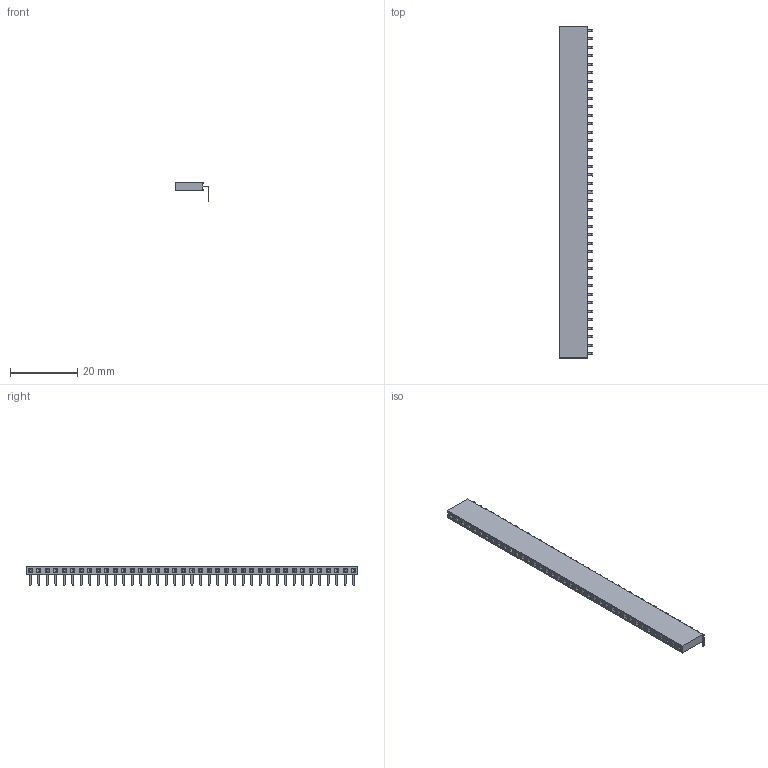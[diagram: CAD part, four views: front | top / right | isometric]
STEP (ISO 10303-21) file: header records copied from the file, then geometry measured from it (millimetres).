
FILE_DESCRIPTION(/* description */ ('model of PinSocket_1x39_P2.54mm_Horizontal'),/* implementation_level */ '2;1');
FILE_NAME(/* name */ 'PinSocket_1x39_P2.54mm_Horizontal.step',/* time_stamp */ '2017-11-27T00:23:31',/* author */ ('Terje Io','https://github.com/terjeio'),/* organization */ ('FreeCAD'),/* preprocessor_version */ 'OCC',/* originating_system */ 'kicad StepUp',/* authorisation */ '');
FILE_SCHEMA(('AUTOMOTIVE_DESIGN_CC2 { 1 2 10303 214 -1 1 5 4 }'));
Length unit declared in the file: millimetre
Products named in the file (1): PinSocket_1x39_P254mm_Horizontal
Bounding box: 10.13 x 99.06 x 5.84 mm (x, y, z)
Volume: 2029.9 mm3; surface area: 3409.6 mm2
Topology: 1 solids, 1 shells, 1375 faces, 3612 edges, 2356 vertices
Faces by surface type: plane 1297, cylinder 78
Entity records: 51032 total; most frequent: CARTESIAN_POINT 7344, ORIENTED_EDGE 7224, DIRECTION 6520, EDGE_CURVE 3612, LINE 3456, VECTOR 3456, VERTEX_POINT 2356, AXIS2_PLACEMENT_3D 1532
